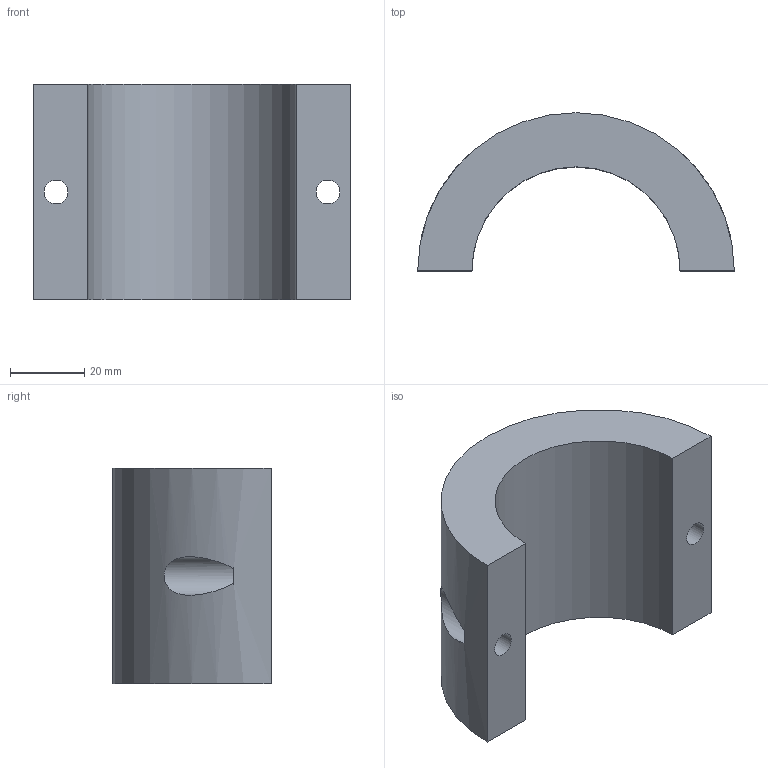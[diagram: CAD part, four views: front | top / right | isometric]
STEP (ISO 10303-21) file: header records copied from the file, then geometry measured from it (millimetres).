
FILE_DESCRIPTION(/* description */ (''),/* implementation_level */ '2;1');
FILE_NAME(/* name */ 'ThorlabsSM2L30-XT66P2M_H94mm(axis2base)_UPPER.stp',/* time_stamp */ '2023-03-16T14:06:28+01:00',/* author */ ('nvladi'),/* organization */ (''),/* preprocessor_version */ 'ST-DEVELOPER v18.1',/* originating_system */ 'Autodesk Inventor 2021',/* authorisation */ '');
FILE_SCHEMA (('AUTOMOTIVE_DESIGN { 1 0 10303 214 3 1 1 }'));
Length unit declared in the file: millimetre
Products named in the file (1): ThorlabsSM2L30-XT66P2M_H94mm(axis2base)_UPPER
Bounding box: 85 x 42.5 x 58 mm (x, y, z)
Volume: 90861.6 mm3; surface area: 18512.5 mm2
Topology: 1 solids, 1 shells, 12 faces, 24 edges, 16 vertices
Faces by surface type: plane 6, cylinder 6
Full cylindrical faces by diameter (mm): 6.4 x2
Entity records: 430 total; most frequent: CARTESIAN_POINT 120, DIRECTION 58, ORIENTED_EDGE 48, EDGE_CURVE 24, AXIS2_PLACEMENT_3D 23, EDGE_LOOP 18, VERTEX_POINT 16, FACE_OUTER_BOUND 12
